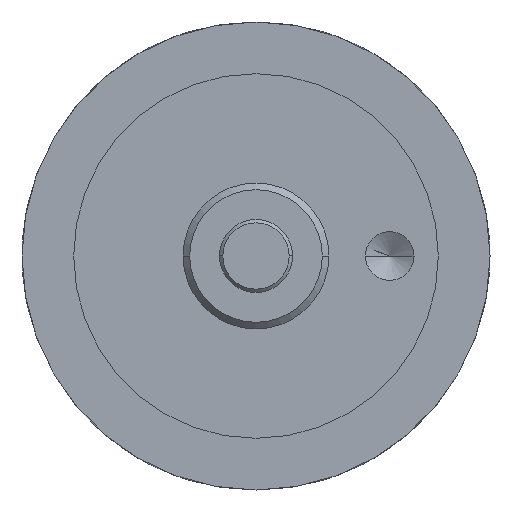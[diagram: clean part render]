
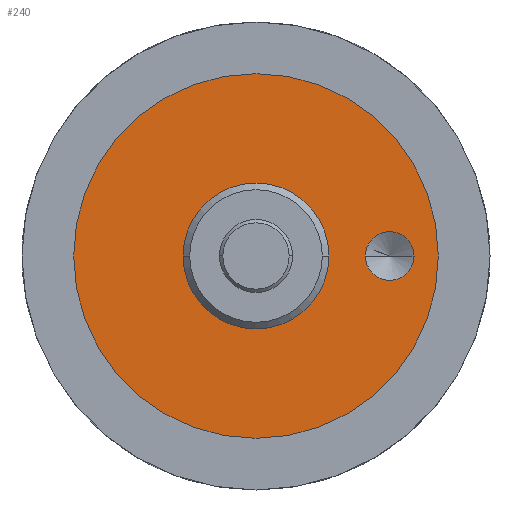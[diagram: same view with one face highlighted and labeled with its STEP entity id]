
A CAD part, front view. The second image highlights one B-rep face of the part: STEP entity #240.
In plain terms, the highlighted planar face has unit normal (0, -1, 0).
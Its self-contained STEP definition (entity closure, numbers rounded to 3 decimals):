
#240=ADVANCED_FACE('',(#521,#522,#523),#524,.T.);
#521=FACE_BOUND('',#863,.T.);
#522=FACE_BOUND('',#864,.T.);
#523=FACE_OUTER_BOUND('',#865,.T.);
#524=PLANE('',#866);
#863=EDGE_LOOP('',(#1423,#1424));
#864=EDGE_LOOP('',(#1425,#1426));
#865=EDGE_LOOP('',(#1427,#1428));
#866=AXIS2_PLACEMENT_3D('',#1429,#1430,#1431);
#1423=ORIENTED_EDGE('',*,*,#2035,.T.);
#1424=ORIENTED_EDGE('',*,*,#1936,.T.);
#1425=ORIENTED_EDGE('',*,*,#2044,.T.);
#1426=ORIENTED_EDGE('',*,*,#1911,.T.);
#1427=ORIENTED_EDGE('',*,*,#1906,.F.);
#1428=ORIENTED_EDGE('',*,*,#2047,.F.);
#1429=CARTESIAN_POINT('',(7.5,0.0,0.0));
#1430=DIRECTION('',(-0.0,-1.0,-0.0));
#1431=DIRECTION('',(-1.0,0.0,0.0));
#1906=EDGE_CURVE('',#2230,#2233,#2234,.T.);
#1911=EDGE_CURVE('',#2242,#2239,#2243,.T.);
#1936=EDGE_CURVE('',#2275,#2278,#2280,.T.);
#2035=EDGE_CURVE('',#2278,#2275,#2425,.T.);
#2044=EDGE_CURVE('',#2239,#2242,#2434,.T.);
#2047=EDGE_CURVE('',#2233,#2230,#2437,.T.);
#2230=VERTEX_POINT('',#2686);
#2233=VERTEX_POINT('',#2690);
#2234=CIRCLE('',#2691,15.0);
#2239=VERTEX_POINT('',#2697);
#2242=VERTEX_POINT('',#2701);
#2243=CIRCLE('',#2702,5.459);
#2275=VERTEX_POINT('',#2743);
#2278=VERTEX_POINT('',#2747);
#2280=CIRCLE('',#2750,2.0);
#2425=CIRCLE('',#3217,2.0);
#2434=CIRCLE('',#3226,5.459);
#2437=CIRCLE('',#3229,15.0);
#2686=CARTESIAN_POINT('',(15.0,0.0,0.0));
#2690=CARTESIAN_POINT('',(-15.0,0.0,0.));
#2691=AXIS2_PLACEMENT_3D('',#4430,#4431,#4432);
#2697=CARTESIAN_POINT('',(5.459,0.0,0.0));
#2701=CARTESIAN_POINT('',(-5.459,0.0,0.));
#2702=AXIS2_PLACEMENT_3D('',#4438,#4439,#4440);
#2743=CARTESIAN_POINT('',(9.0,0.,0.));
#2747=CARTESIAN_POINT('',(13.0,0.,0.));
#2750=AXIS2_PLACEMENT_3D('',#4476,#4477,#4478);
#3217=AXIS2_PLACEMENT_3D('',#4559,#4560,#4561);
#3226=AXIS2_PLACEMENT_3D('',#4568,#4569,#4570);
#3229=AXIS2_PLACEMENT_3D('',#4574,#4575,#4576);
#4430=CARTESIAN_POINT('',(0.0,0.0,0.0));
#4431=DIRECTION('',(-0.0,1.0,0.0));
#4432=DIRECTION('',(1.0,0.0,0.0));
#4438=CARTESIAN_POINT('',(0.0,0.0,0.0));
#4439=DIRECTION('',(-0.0,1.0,0.0));
#4440=DIRECTION('',(1.0,0.0,0.0));
#4476=CARTESIAN_POINT('',(11.0,0.,0.0));
#4477=DIRECTION('',(0.0,1.0,0.0));
#4478=DIRECTION('',(-1.0,0.0,0.0));
#4559=CARTESIAN_POINT('',(11.0,0.,0.0));
#4560=DIRECTION('',(0.0,1.0,0.0));
#4561=DIRECTION('',(-1.0,0.0,0.0));
#4568=CARTESIAN_POINT('',(0.0,0.0,0.0));
#4569=DIRECTION('',(-0.0,1.0,0.0));
#4570=DIRECTION('',(1.0,0.0,0.0));
#4574=CARTESIAN_POINT('',(0.0,0.0,0.0));
#4575=DIRECTION('',(-0.0,1.0,0.0));
#4576=DIRECTION('',(1.0,0.0,0.0));
